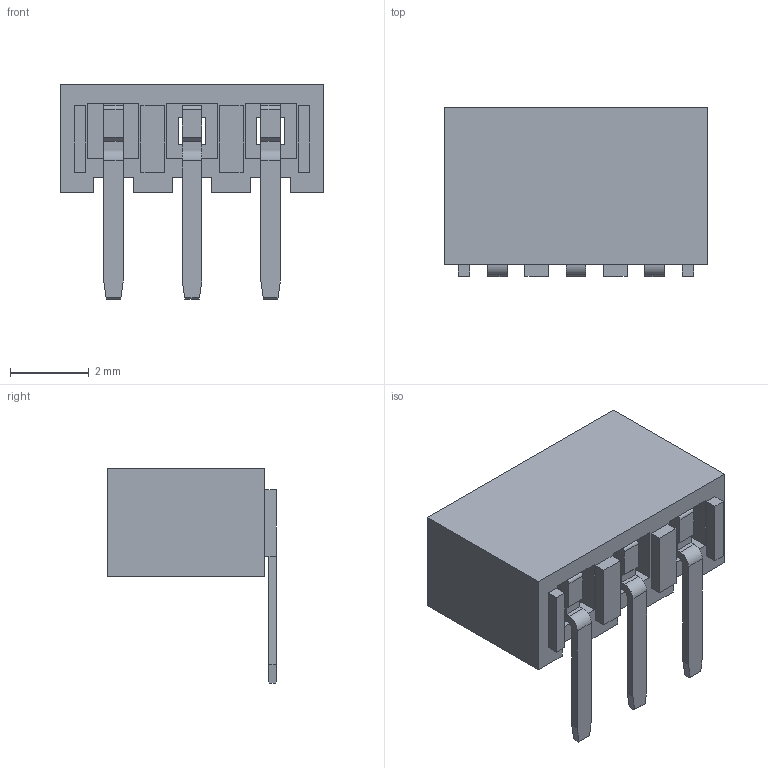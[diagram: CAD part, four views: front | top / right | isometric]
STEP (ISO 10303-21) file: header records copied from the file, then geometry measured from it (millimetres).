
FILE_DESCRIPTION(('STEP AP214'),'1');
FILE_NAME('female_header_a-bl200-ea-g03d.stp','2017-04-01T04:51:21',('TraceParts'),('TraceParts S.A.'),'Spatial InterOp 3D',' ',' ');
FILE_SCHEMA(('automotive_design'));
Length unit declared in the file: millimetre
Products named in the file (1): female_header_a-bl200-ea-g03d
Bounding box: 6.7 x 4.3 x 5.45 mm (x, y, z)
Volume: 51.4 mm3; surface area: 204.7 mm2
Topology: 1 solids, 1 shells, 148 faces, 402 edges, 264 vertices
Faces by surface type: plane 139, cylinder 9
Entity records: 5792 total; most frequent: CARTESIAN_POINT 815, ORIENTED_EDGE 804, DIRECTION 718, EDGE_CURVE 402, LINE 384, VECTOR 384, VERTEX_POINT 264, EDGE_LOOP 168
